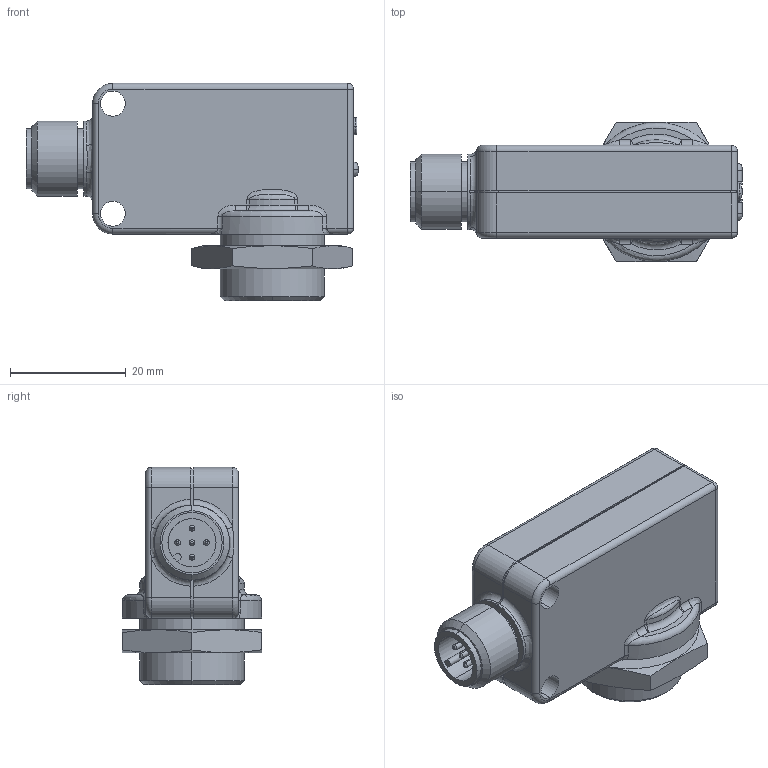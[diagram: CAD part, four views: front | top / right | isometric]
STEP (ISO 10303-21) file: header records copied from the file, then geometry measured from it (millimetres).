
FILE_DESCRIPTION (( 'STEP AP214' ), '1' );
FILE_NAME ('OPT2203.STEP', '2022-10-19T17:58:38', ( '' ), ( '' ), 'SwSTEP 2.0', 'SolidWorks 2021', '' );
FILE_SCHEMA (( 'AUTOMOTIVE_DESIGN' ));
Length unit declared in the file: inch
Products named in the file (1): OPT2203
Bounding box: 57.3 x 24 x 37.5 mm (x, y, z)
Volume: 23314.8 mm3; surface area: 7180.2 mm2
Topology: 1 solids, 1 shells, 309 faces, 773 edges, 477 vertices
Faces by surface type: plane 126, cylinder 120, bspline 21, cone 19, torus 16, sphere 7
Entity records: 10673 total; most frequent: CARTESIAN_POINT 3330, DIRECTION 1532, ORIENTED_EDGE 1526, EDGE_CURVE 763, AXIS2_PLACEMENT_3D 555, VERTEX_POINT 477, LINE 422, VECTOR 422
